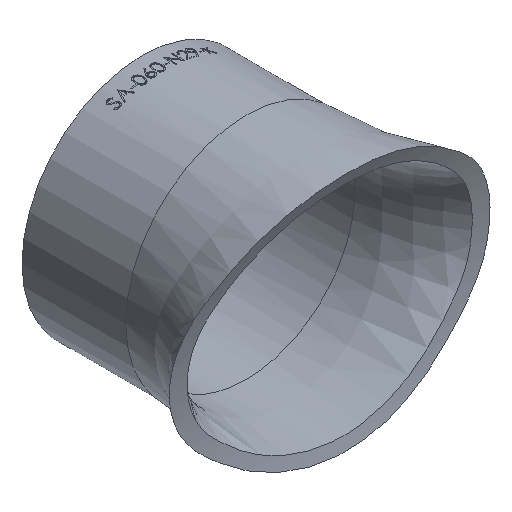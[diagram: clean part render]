
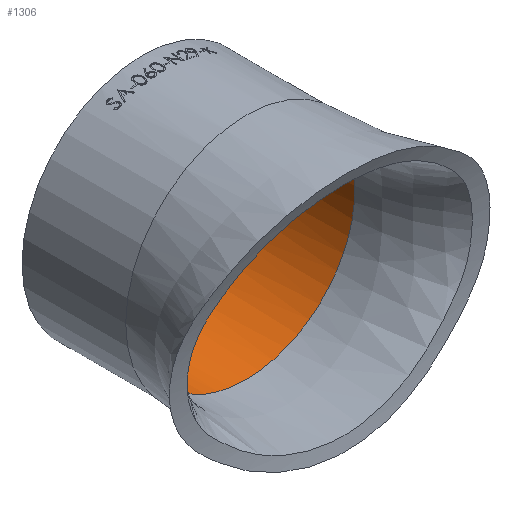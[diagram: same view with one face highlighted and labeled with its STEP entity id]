
A CAD part, isometric view. The second image highlights one B-rep face of the part: STEP entity #1306.
In plain terms, the highlighted cylindrical face has radius 27.25 mm (diameter 54.5 mm), a full revolution.
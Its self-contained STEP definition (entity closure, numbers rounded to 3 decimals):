
#38 = CARTESIAN_POINT ( 'NONE',  ( -27.202, 54.36, 1.872 ) ) ;
#95 = CARTESIAN_POINT ( 'NONE',  ( -23.729, 54.36, -13.859 ) ) ;
#161 = CARTESIAN_POINT ( 'NONE',  ( -18.031, 54.36, 20.498 ) ) ;
#223 = AXIS2_PLACEMENT_3D ( 'NONE', #6275, #7674, #467 ) ;
#226 = CARTESIAN_POINT ( 'NONE',  ( -3.706, 54.36, -27.016 ) ) ;
#287 = CARTESIAN_POINT ( 'NONE',  ( 6.376, 54.36, -26.514 ) ) ;
#467 = DIRECTION ( 'NONE',  ( 0., 0., 1. ) ) ;
#538 = EDGE_CURVE ( 'NONE', #3990, #3990, #7852, .T. ) ;
#802 = CARTESIAN_POINT ( 'NONE',  ( 0., 54.36, 0. ) ) ;
#984 = FACE_OUTER_BOUND ( 'NONE', #11025, .T. ) ;
#1142 = EDGE_LOOP ( 'NONE', ( #1394 ) ) ;
#1288 = CARTESIAN_POINT ( 'NONE',  ( 25.759, 54.36, 8.952 ) ) ;
#1306 = ADVANCED_FACE ( 'NONE', ( #984, #16710 ), #15585, .F. ) ;
#1394 = ORIENTED_EDGE ( 'NONE', *, *, #538, .T. ) ;
#1469 = CARTESIAN_POINT ( 'NONE',  ( -25.453, 54.36, 9.786 ) ) ;
#1529 = CARTESIAN_POINT ( 'NONE',  ( -26.29, 54.36, -7.248 ) ) ;
#1590 = CARTESIAN_POINT ( 'NONE',  ( -25.759, 54.36, -8.952 ) ) ;
#1654 = CARTESIAN_POINT ( 'NONE',  ( 1.872, 54.36, -27.202 ) ) ;
#1991 = B_SPLINE_CURVE_WITH_KNOTS ( 'NONE', 3,
 ( #5498, #11288, #2677, #5620, #5562, #4247, #9929, #15725, #1288, #2743, #5912, #10221, #8900, #5795, #10161, #15965, #7423, #7361, #14464, #5974, #5853, #17488, #15906, #7299, #17238, #2982, #12893, #7237, #11462, #2862, #287, #17302, #8711, #1654, #17425, #2924, #12959, #226, #13141, #11525, #10347, #14338, #4433, #7176, #15845, #8832, #95, #8648, #1590, #1529, #4307, #11641, #5738, #11584, #15786, #3051, #38, #13019, #17362, #10283, #10103, #4371, #1469, #8772, #14401, #161, #13076, #4487, #14526, #11702, #3112, #4549 ),
 .UNSPECIFIED., .T., .F.,
 ( 4, 2, 2, 2, 2, 2, 2, 2, 2, 2, 2, 2, 2, 2, 2, 2, 2, 2, 2, 2, 2, 2, 2, 2, 2, 2, 2, 2, 2, 2, 2, 2, 2, 2, 2, 4 ),
 ( 0., 0.063, 0.125, 0.188, 0.203, 0.219, 0.234, 0.25, 0.266, 0.281, 0.297, 0.312, 0.375, 0.437, 0.453, 0.469, 0.484, 0.5, 0.516, 0.531, 0.547, 0.562, 0.625, 0.687, 0.703, 0.719, 0.734, 0.75, 0.766, 0.781, 0.797, 0.812, 0.875, 0.906, 0.938, 1. ),
 .UNSPECIFIED. ) ;
#2367 = DIRECTION ( 'NONE',  ( 0., 1., 0. ) ) ;
#2677 = CARTESIAN_POINT ( 'NONE',  ( 7.343, 54.36, 26.487 ) ) ;
#2743 = CARTESIAN_POINT ( 'NONE',  ( 26.29, 54.36, 7.248 ) ) ;
#2810 = EDGE_CURVE ( 'NONE', #15870, #15870, #1991, .T. ) ;
#2862 = CARTESIAN_POINT ( 'NONE',  ( 7.248, 54.36, -26.29 ) ) ;
#2924 = CARTESIAN_POINT ( 'NONE',  ( -0.935, 54.36, -27.25 ) ) ;
#2982 = CARTESIAN_POINT ( 'NONE',  ( 16.796, 54.36, -21.733 ) ) ;
#3051 = CARTESIAN_POINT ( 'NONE',  ( -27.25, 54.36, 0.935 ) ) ;
#3112 = CARTESIAN_POINT ( 'NONE',  ( -3.768, 54.36, 27.25 ) ) ;
#3990 = VERTEX_POINT ( 'NONE', #16437 ) ;
#4247 = CARTESIAN_POINT ( 'NONE',  ( 21.733, 54.36, 16.797 ) ) ;
#4307 = CARTESIAN_POINT ( 'NONE',  ( -26.514, 54.36, -6.376 ) ) ;
#4371 = CARTESIAN_POINT ( 'NONE',  ( -25.759, 54.36, 8.952 ) ) ;
#4433 = CARTESIAN_POINT ( 'NONE',  ( -9.786, 54.36, -25.453 ) ) ;
#4487 = CARTESIAN_POINT ( 'NONE',  ( -13.778, 54.36, 23.576 ) ) ;
#4549 = CARTESIAN_POINT ( 'NONE',  ( 0., 54.36, 27.25 ) ) ;
#5142 = ORIENTED_EDGE ( 'NONE', *, *, #2810, .F. ) ;
#5498 = CARTESIAN_POINT ( 'NONE',  ( 0., 54.36, 27.25 ) ) ;
#5562 = CARTESIAN_POINT ( 'NONE',  ( 16.797, 54.36, 21.732 ) ) ;
#5620 = CARTESIAN_POINT ( 'NONE',  ( 13.858, 54.36, 23.73 ) ) ;
#5738 = CARTESIAN_POINT ( 'NONE',  ( -27.016, 54.36, -3.706 ) ) ;
#5795 = CARTESIAN_POINT ( 'NONE',  ( 27.202, 54.36, 1.872 ) ) ;
#5853 = CARTESIAN_POINT ( 'NONE',  ( 26.29, 54.36, -7.248 ) ) ;
#5912 = CARTESIAN_POINT ( 'NONE',  ( 26.514, 54.36, 6.376 ) ) ;
#5974 = CARTESIAN_POINT ( 'NONE',  ( 26.514, 54.36, -6.376 ) ) ;
#6275 = CARTESIAN_POINT ( 'NONE',  ( 0., 80.36, 0. ) ) ;
#7176 = CARTESIAN_POINT ( 'NONE',  ( -13.859, 54.36, -23.729 ) ) ;
#7237 = CARTESIAN_POINT ( 'NONE',  ( 9.786, 54.36, -25.453 ) ) ;
#7299 = CARTESIAN_POINT ( 'NONE',  ( 23.729, 54.36, -13.859 ) ) ;
#7361 = CARTESIAN_POINT ( 'NONE',  ( 27.016, 54.36, -3.706 ) ) ;
#7423 = CARTESIAN_POINT ( 'NONE',  ( 27.202, 54.36, -1.872 ) ) ;
#7674 = DIRECTION ( 'NONE',  ( 0., 1., 0. ) ) ;
#7852 = CIRCLE ( 'NONE', #223, 27.25 ) ;
#8142 = DIRECTION ( 'NONE',  ( 0., 0., 1. ) ) ;
#8648 = CARTESIAN_POINT ( 'NONE',  ( -25.453, 54.36, -9.786 ) ) ;
#8711 = CARTESIAN_POINT ( 'NONE',  ( 3.706, 54.36, -27.016 ) ) ;
#8772 = CARTESIAN_POINT ( 'NONE',  ( -23.729, 54.36, 13.859 ) ) ;
#8832 = CARTESIAN_POINT ( 'NONE',  ( -21.733, 54.36, -16.796 ) ) ;
#8900 = CARTESIAN_POINT ( 'NONE',  ( 27.016, 54.36, 3.706 ) ) ;
#9929 = CARTESIAN_POINT ( 'NONE',  ( 23.729, 54.36, 13.859 ) ) ;
#10103 = CARTESIAN_POINT ( 'NONE',  ( -26.29, 54.36, 7.248 ) ) ;
#10161 = CARTESIAN_POINT ( 'NONE',  ( 27.25, 54.36, 0.935 ) ) ;
#10221 = CARTESIAN_POINT ( 'NONE',  ( 26.878, 54.36, 4.604 ) ) ;
#10283 = CARTESIAN_POINT ( 'NONE',  ( -26.514, 54.36, 6.376 ) ) ;
#10347 = CARTESIAN_POINT ( 'NONE',  ( -7.248, 54.36, -26.29 ) ) ;
#10357 = AXIS2_PLACEMENT_3D ( 'NONE', #802, #2367, #8142 ) ;
#11025 = EDGE_LOOP ( 'NONE', ( #5142 ) ) ;
#11288 = CARTESIAN_POINT ( 'NONE',  ( 3.768, 54.36, 27.25 ) ) ;
#11462 = CARTESIAN_POINT ( 'NONE',  ( 8.952, 54.36, -25.759 ) ) ;
#11525 = CARTESIAN_POINT ( 'NONE',  ( -6.376, 54.36, -26.514 ) ) ;
#11584 = CARTESIAN_POINT ( 'NONE',  ( -27.202, 54.36, -1.872 ) ) ;
#11641 = CARTESIAN_POINT ( 'NONE',  ( -26.878, 54.36, -4.604 ) ) ;
#11702 = CARTESIAN_POINT ( 'NONE',  ( -7.343, 54.36, 26.487 ) ) ;
#12893 = CARTESIAN_POINT ( 'NONE',  ( 13.859, 54.36, -23.729 ) ) ;
#12959 = CARTESIAN_POINT ( 'NONE',  ( -1.872, 54.36, -27.202 ) ) ;
#13019 = CARTESIAN_POINT ( 'NONE',  ( -27.016, 54.36, 3.706 ) ) ;
#13076 = CARTESIAN_POINT ( 'NONE',  ( -16.679, 54.36, 21.615 ) ) ;
#13141 = CARTESIAN_POINT ( 'NONE',  ( -4.604, 54.36, -26.878 ) ) ;
#14338 = CARTESIAN_POINT ( 'NONE',  ( -8.952, 54.36, -25.759 ) ) ;
#14401 = CARTESIAN_POINT ( 'NONE',  ( -21.733, 54.36, 16.797 ) ) ;
#14464 = CARTESIAN_POINT ( 'NONE',  ( 26.878, 54.36, -4.604 ) ) ;
#14526 = CARTESIAN_POINT ( 'NONE',  ( -12.23, 54.36, 24.419 ) ) ;
#15585 = CYLINDRICAL_SURFACE ( 'NONE', #10357, 27.25 ) ;
#15725 = CARTESIAN_POINT ( 'NONE',  ( 25.453, 54.36, 9.786 ) ) ;
#15786 = CARTESIAN_POINT ( 'NONE',  ( -27.25, 54.36, -0.935 ) ) ;
#15845 = CARTESIAN_POINT ( 'NONE',  ( -16.796, 54.36, -21.733 ) ) ;
#15870 = VERTEX_POINT ( 'NONE', #18128 ) ;
#15906 = CARTESIAN_POINT ( 'NONE',  ( 25.453, 54.36, -9.786 ) ) ;
#15965 = CARTESIAN_POINT ( 'NONE',  ( 27.25, 54.36, -0.935 ) ) ;
#16437 = CARTESIAN_POINT ( 'NONE',  ( 0., 80.36, 27.25 ) ) ;
#16710 = FACE_OUTER_BOUND ( 'NONE', #1142, .T. ) ;
#17238 = CARTESIAN_POINT ( 'NONE',  ( 21.733, 54.36, -16.796 ) ) ;
#17302 = CARTESIAN_POINT ( 'NONE',  ( 4.604, 54.36, -26.878 ) ) ;
#17362 = CARTESIAN_POINT ( 'NONE',  ( -26.878, 54.36, 4.604 ) ) ;
#17425 = CARTESIAN_POINT ( 'NONE',  ( 0.935, 54.36, -27.25 ) ) ;
#17488 = CARTESIAN_POINT ( 'NONE',  ( 25.759, 54.36, -8.952 ) ) ;
#18128 = CARTESIAN_POINT ( 'NONE',  ( 0., 54.36, 27.25 ) ) ;
